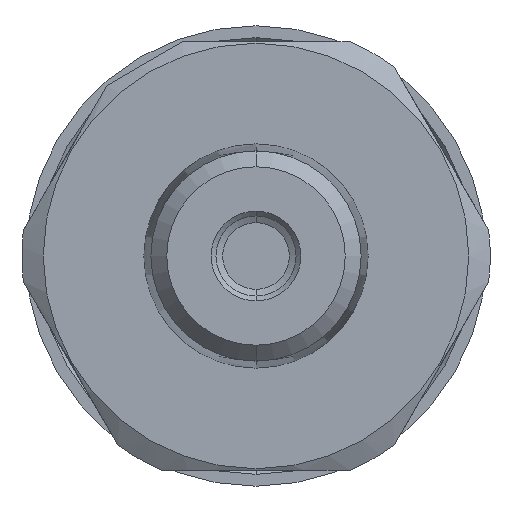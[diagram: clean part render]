
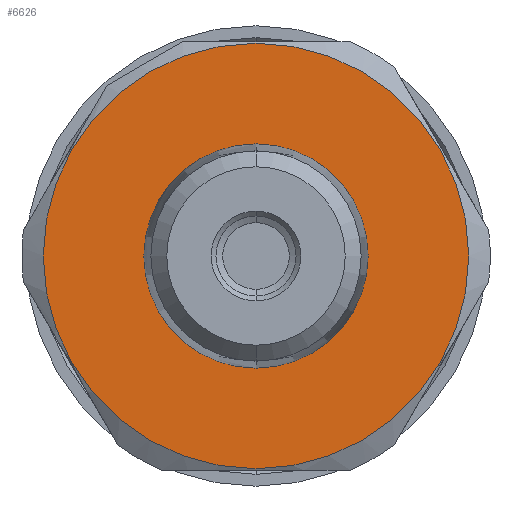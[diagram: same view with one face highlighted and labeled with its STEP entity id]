
A CAD part, front view. The second image highlights one B-rep face of the part: STEP entity #6626.
In plain terms, the highlighted face is planar.
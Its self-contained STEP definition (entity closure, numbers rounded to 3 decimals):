
#69 = EDGE_CURVE ( 'NONE', #936, #5001, #2412, .T. ) ;
#150 = CIRCLE ( 'NONE', #6638, 7.063 ) ;
#178 = EDGE_CURVE ( 'NONE', #4845, #468, #3824, .T. ) ;
#468 = VERTEX_POINT ( 'NONE', #519 ) ;
#519 = CARTESIAN_POINT ( 'NONE',  ( 33.5, 0., -7.063 ) ) ;
#691 = DIRECTION ( 'NONE',  ( 0., 0., -1. ) ) ;
#701 = DIRECTION ( 'NONE',  ( 1., 0., 0. ) ) ;
#913 = PLANE ( 'NONE',  #1401 ) ;
#936 = VERTEX_POINT ( 'NONE', #4913 ) ;
#1003 = CARTESIAN_POINT ( 'NONE',  ( 33.5, 0., 0. ) ) ;
#1004 = CARTESIAN_POINT ( 'NONE',  ( 33.5, 0., 0. ) ) ;
#1401 = AXIS2_PLACEMENT_3D ( 'NONE', #1003, #701, #691 ) ;
#1449 = FACE_BOUND ( 'NONE', #4898, .T. ) ;
#1459 = DIRECTION ( 'NONE',  ( 0., 0., 1. ) ) ;
#2294 = EDGE_CURVE ( 'NONE', #468, #4845, #150, .T. ) ;
#2390 = DIRECTION ( 'NONE',  ( -1., 0., 0. ) ) ;
#2412 = CIRCLE ( 'NONE', #6507, 13.4 ) ;
#2496 = DIRECTION ( 'NONE',  ( -1., 0., 0. ) ) ;
#2514 = DIRECTION ( 'NONE',  ( 0., 0., 1. ) ) ;
#2559 = CARTESIAN_POINT ( 'NONE',  ( 33.5, 0., 0. ) ) ;
#2733 = ORIENTED_EDGE ( 'NONE', *, *, #7276, .F. ) ;
#2929 = DIRECTION ( 'NONE',  ( 0., 0., 1. ) ) ;
#2938 = DIRECTION ( 'NONE',  ( -1., 0., 0. ) ) ;
#2939 = CARTESIAN_POINT ( 'NONE',  ( 33.5, 0., 0. ) ) ;
#3391 = EDGE_LOOP ( 'NONE', ( #2733, #7179 ) ) ;
#3592 = DIRECTION ( 'NONE',  ( -1., 0., 0. ) ) ;
#3645 = CARTESIAN_POINT ( 'NONE',  ( 33.5, 0., 0. ) ) ;
#3698 = DIRECTION ( 'NONE',  ( 0., 0., 1. ) ) ;
#3824 = CIRCLE ( 'NONE', #6251, 7.063 ) ;
#3838 = CARTESIAN_POINT ( 'NONE',  ( 33.5, 0., 7.063 ) ) ;
#3984 = FACE_OUTER_BOUND ( 'NONE', #3391, .T. ) ;
#4525 = ORIENTED_EDGE ( 'NONE', *, *, #2294, .T. ) ;
#4845 = VERTEX_POINT ( 'NONE', #3838 ) ;
#4898 = EDGE_LOOP ( 'NONE', ( #5991, #4525 ) ) ;
#4913 = CARTESIAN_POINT ( 'NONE',  ( 33.5, 0., -13.4 ) ) ;
#5001 = VERTEX_POINT ( 'NONE', #5820 ) ;
#5820 = CARTESIAN_POINT ( 'NONE',  ( 33.5, 0., 13.4 ) ) ;
#5849 = AXIS2_PLACEMENT_3D ( 'NONE', #2939, #2938, #2929 ) ;
#5991 = ORIENTED_EDGE ( 'NONE', *, *, #178, .T. ) ;
#6251 = AXIS2_PLACEMENT_3D ( 'NONE', #2559, #2496, #2514 ) ;
#6507 = AXIS2_PLACEMENT_3D ( 'NONE', #3645, #3592, #3698 ) ;
#6626 = ADVANCED_FACE ( 'NONE', ( #1449, #3984 ), #913, .T. ) ;
#6638 = AXIS2_PLACEMENT_3D ( 'NONE', #1004, #2390, #1459 ) ;
#7066 = CIRCLE ( 'NONE', #5849, 13.4 ) ;
#7179 = ORIENTED_EDGE ( 'NONE', *, *, #69, .F. ) ;
#7276 = EDGE_CURVE ( 'NONE', #5001, #936, #7066, .T. ) ;
